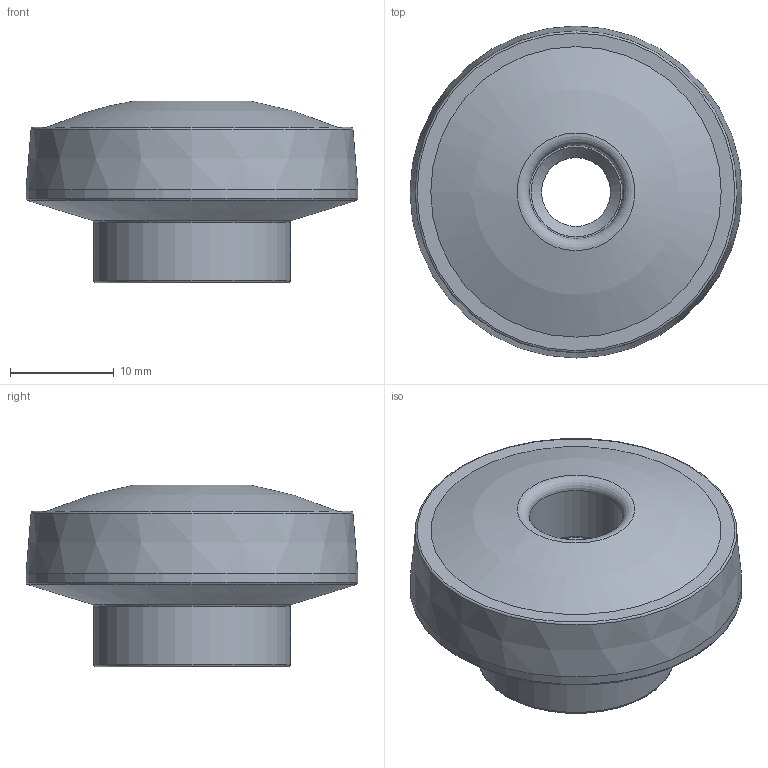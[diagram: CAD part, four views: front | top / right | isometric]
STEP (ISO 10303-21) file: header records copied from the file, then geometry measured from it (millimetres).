
FILE_DESCRIPTION( ( 'Unknown' ), '1' );
FILE_NAME( '6332305_ZB32_FP_M08.stp', 'Unknown', ( 'Unknown' ), ( 'Unknown' ), 'PSStep 11.0', 'Unknown', ' ' );
FILE_SCHEMA( ( 'AUTOMOTIVE_DESIGN { 1 0 10303 214 1 1 1 1 }' ) );
Length unit declared in the file: millimetre
Products named in the file (1): 6332305
Bounding box: 32 x 32 x 17.54 mm (x, y, z)
Volume: 8314.7 mm3; surface area: 2955.7 mm2
Topology: 1 solids, 1 shells, 17 faces, 37 edges, 23 vertices
Faces by surface type: torus 5, cylinder 4, cone 4, plane 3, sphere 1
Full cylindrical faces by diameter (mm): 6.647 x1, 9 x1, 19 x1, 32 x1
Entity records: 500 total; most frequent: DIRECTION 70, CARTESIAN_POINT 52, AXIS2_PLACEMENT_3D 35, EDGE_LOOP 34, ORIENTED_EDGE 34, FACE_OUTER_BOUND 27, STYLED_ITEM 17, PRESENTATION_STYLE_ASSIGNMENT 17
